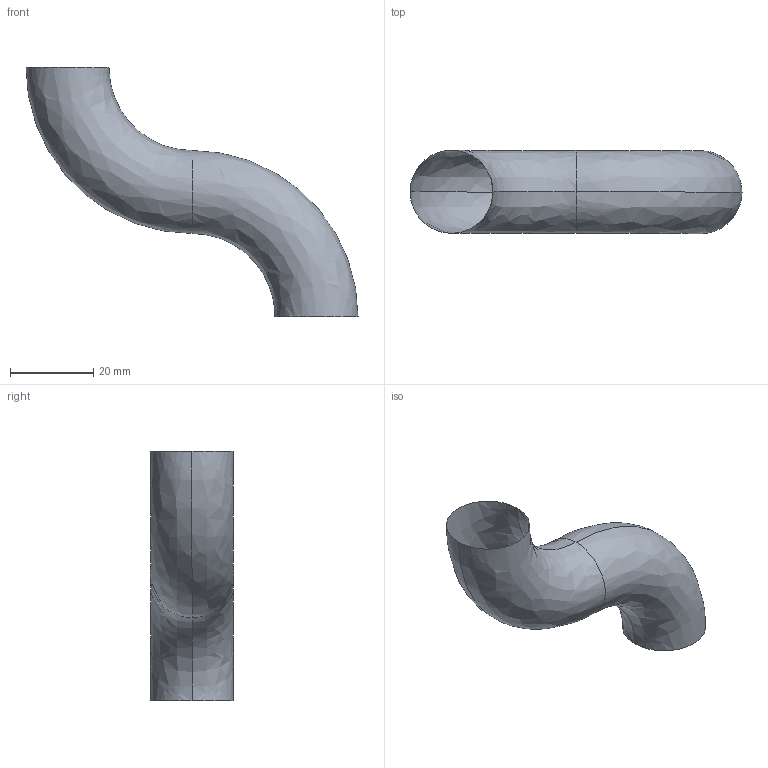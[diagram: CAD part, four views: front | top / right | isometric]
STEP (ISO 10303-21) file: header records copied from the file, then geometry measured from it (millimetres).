
FILE_DESCRIPTION(/* description */ (''),/* implementation_level */ '2;1');
FILE_NAME(/* name */ 'tube4',/* time_stamp */ '2024-08-28T16:41:49+09:00',/* author */ (''),/* organization */ (''),/* preprocessor_version */ 'ST-DEVELOPER v19.2',/* originating_system */ 'Rhino 8.10',/* authorisation */ '');
FILE_SCHEMA (('CONFIG_CONTROL_DESIGN'));
Length unit declared in the file: millimetre
Products named in the file (1): Document
Bounding box: 80 x 20 x 60 mm (x, y, z)
Surface area: 5920.9 mm2 (no closed solid volume)
Topology: 0 solids, 1 shells, 4 faces, 10 edges, 6 vertices
Faces by surface type: bspline 4
Entity records: 284 total; most frequent: CARTESIAN_POINT 98, DIRECTION 24, ORIENTED_EDGE 16, AXIS2_PLACEMENT_3D 12, EDGE_CURVE 10, TRIMMED_CURVE 10, CIRCLE 10, ORGANIZATION 7
